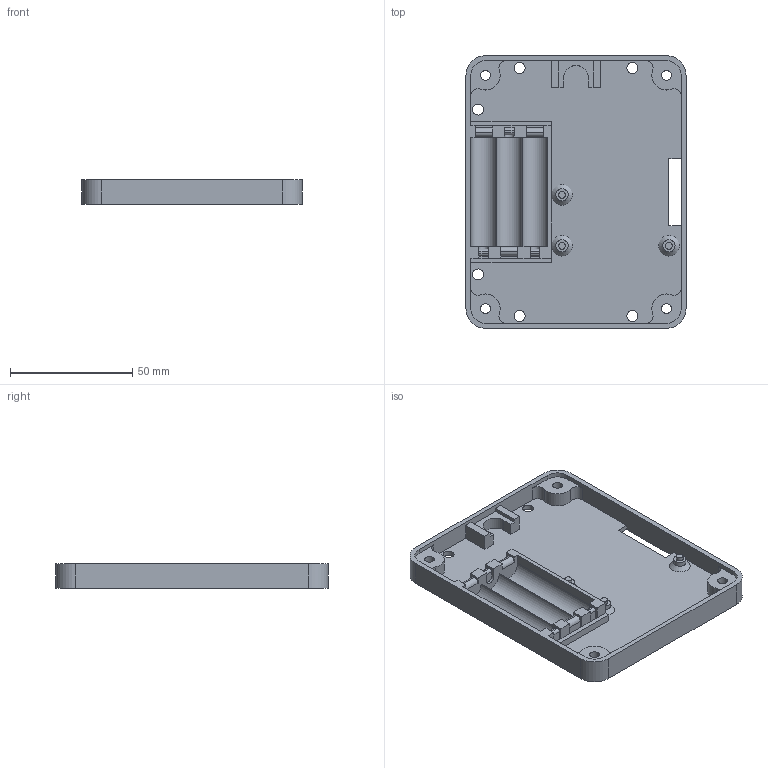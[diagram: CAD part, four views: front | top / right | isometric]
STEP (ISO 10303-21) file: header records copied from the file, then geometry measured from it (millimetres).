
FILE_DESCRIPTION(/* description */ (''),/* implementation_level */ '2;1');
FILE_NAME(/* name */ 'Box v37.step',/* time_stamp */ '2020-02-29T18:17:41+01:00',/* author */ (''),/* organization */ (''),/* preprocessor_version */ 'ST-DEVELOPER v18',/* originating_system */ 'Autodesk Translation Framework v8.12.0.6',/* authorisation */ '');
FILE_SCHEMA (('AUTOMOTIVE_DESIGN { 1 0 10303 214 3 1 1 }'));
Length unit declared in the file: millimetre
Products named in the file (1): Box
Bounding box: 90 x 111.4 x 10 mm (x, y, z)
Volume: 31966.4 mm3; surface area: 29978.6 mm2
Topology: 1 solids, 1 shells, 185 faces, 519 edges, 346 vertices
Faces by surface type: plane 127, cylinder 55, cone 3
Full cylindrical faces by diameter (mm): 2.8 x3, 4 x4, 4.5 x6, 5 x3
Entity records: 6039 total; most frequent: CARTESIAN_POINT 1051, ORIENTED_EDGE 1038, DIRECTION 1020, EDGE_CURVE 519, LINE 390, VECTOR 390, VERTEX_POINT 346, AXIS2_PLACEMENT_3D 315
